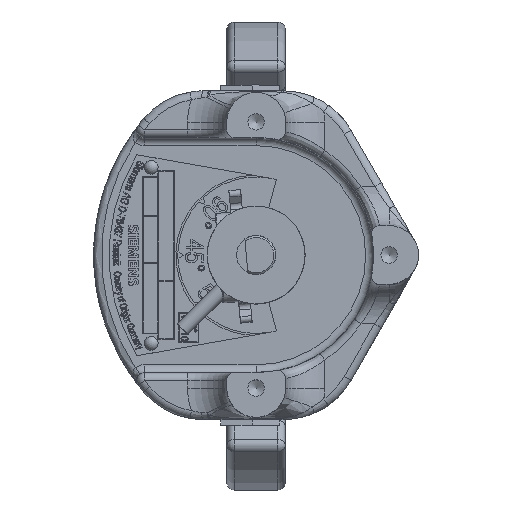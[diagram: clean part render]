
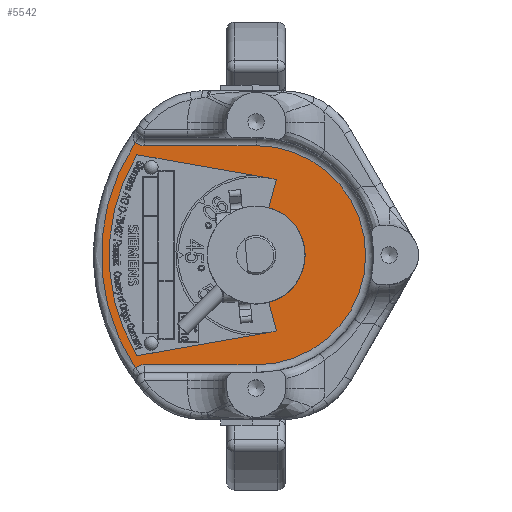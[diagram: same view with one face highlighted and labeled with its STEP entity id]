
A CAD part, top view. The second image highlights one B-rep face of the part: STEP entity #5542.
In plain terms, the highlighted planar face has unit normal (0, 0, 1).
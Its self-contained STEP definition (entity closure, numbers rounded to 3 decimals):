
#1877=LINE('',#34531,#2506);
#1878=LINE('',#34535,#2507);
#2506=VECTOR('',#26982,1.);
#2507=VECTOR('',#26985,1.);
#4550=PLANE('',#22614);
#5542=ADVANCED_FACE('',(#7292,#7293,#7294,#7295),#4550,.F.);
#7292=FACE_BOUND('',#8874,.T.);
#7293=FACE_BOUND('',#8875,.T.);
#7294=FACE_BOUND('',#8876,.T.);
#7295=FACE_BOUND('',#8877,.T.);
#8874=EDGE_LOOP('',(#12165));
#8875=EDGE_LOOP('',(#12166));
#8876=EDGE_LOOP('',(#12167,#12168,#12169,#12170,#12171,#12172));
#8877=EDGE_LOOP('',(#12173));
#12165=ORIENTED_EDGE('',*,*,#18433,.T.);
#12166=ORIENTED_EDGE('',*,*,#18434,.T.);
#12167=ORIENTED_EDGE('',*,*,#18435,.T.);
#12168=ORIENTED_EDGE('',*,*,#18436,.T.);
#12169=ORIENTED_EDGE('',*,*,#18437,.T.);
#12170=ORIENTED_EDGE('',*,*,#18438,.T.);
#12171=ORIENTED_EDGE('',*,*,#18439,.T.);
#12172=ORIENTED_EDGE('',*,*,#18440,.T.);
#12173=ORIENTED_EDGE('',*,*,#18441,.F.);
#16088=VERTEX_POINT('',#34523);
#16089=VERTEX_POINT('',#34525);
#16090=VERTEX_POINT('',#34527);
#16091=VERTEX_POINT('',#34528);
#16092=VERTEX_POINT('',#34530);
#16093=VERTEX_POINT('',#34532);
#16094=VERTEX_POINT('',#34534);
#16095=VERTEX_POINT('',#34536);
#16096=VERTEX_POINT('',#34539);
#18433=EDGE_CURVE('',#16088,#16088,#20406,.T.);
#18434=EDGE_CURVE('',#16089,#16089,#20407,.T.);
#18435=EDGE_CURVE('',#16090,#16091,#20408,.T.);
#18436=EDGE_CURVE('',#16091,#16092,#20409,.T.);
#18437=EDGE_CURVE('',#16092,#16093,#1877,.T.);
#18438=EDGE_CURVE('',#16093,#16094,#20410,.T.);
#18439=EDGE_CURVE('',#16094,#16095,#1878,.T.);
#18440=EDGE_CURVE('',#16095,#16090,#20411,.T.);
#18441=EDGE_CURVE('',#16096,#16096,#20412,.T.);
#20406=CIRCLE('',#22607,1.);
#20407=CIRCLE('',#22608,1.);
#20408=CIRCLE('',#22609,52.);
#20409=CIRCLE('',#22610,4.);
#20410=CIRCLE('',#22611,28.);
#20411=CIRCLE('',#22612,4.);
#20412=CIRCLE('',#22613,10.5);
#22607=AXIS2_PLACEMENT_3D('',#34522,#26974,#26975);
#22608=AXIS2_PLACEMENT_3D('',#34524,#26976,#26977);
#22609=AXIS2_PLACEMENT_3D('',#34526,#26978,#26979);
#22610=AXIS2_PLACEMENT_3D('',#34529,#26980,#26981);
#22611=AXIS2_PLACEMENT_3D('',#34533,#26983,#26984);
#22612=AXIS2_PLACEMENT_3D('',#34537,#26986,#26987);
#22613=AXIS2_PLACEMENT_3D('',#34538,#26988,#26989);
#22614=AXIS2_PLACEMENT_3D('',#34540,#26990,#26991);
#26974=DIRECTION('',(0.,0.,-1.));
#26975=DIRECTION('',(-1.,0.,0.));
#26976=DIRECTION('',(0.,0.,-1.));
#26977=DIRECTION('',(-1.,0.,0.));
#26978=DIRECTION('',(0.,0.,1.));
#26979=DIRECTION('',(-1.,0.,0.));
#26980=DIRECTION('',(0.,0.,-1.));
#26981=DIRECTION('',(-1.,0.,0.));
#26982=DIRECTION('',(1.,0.,0.));
#26983=DIRECTION('',(0.,0.,1.));
#26984=DIRECTION('',(-1.,0.,0.));
#26985=DIRECTION('',(-1.,0.,0.));
#26986=DIRECTION('',(0.,0.,-1.));
#26987=DIRECTION('',(-1.,0.,0.));
#26988=DIRECTION('',(0.,0.,1.));
#26989=DIRECTION('',(1.,0.,0.));
#26990=DIRECTION('',(0.,0.,-1.));
#26991=DIRECTION('',(-1.,0.,0.));
#34522=CARTESIAN_POINT('',(-26.812,22.498,111.));
#34523=CARTESIAN_POINT('',(-27.812,22.498,111.));
#34524=CARTESIAN_POINT('',(-26.812,-22.498,111.));
#34525=CARTESIAN_POINT('',(-27.812,-22.498,111.));
#34526=CARTESIAN_POINT('',(12.441,0.,111.));
#34527=CARTESIAN_POINT('',(-30.885,28.755,111.));
#34528=CARTESIAN_POINT('',(-30.885,-28.755,111.));
#34529=CARTESIAN_POINT('',(-28.547,-32.,111.));
#34530=CARTESIAN_POINT('',(-28.547,-28.,111.));
#34531=CARTESIAN_POINT('',(0.,-28.,111.));
#34532=CARTESIAN_POINT('',(0.,-28.,111.));
#34533=CARTESIAN_POINT('',(0.,0.,111.));
#34534=CARTESIAN_POINT('',(0.,28.,111.));
#34535=CARTESIAN_POINT('',(-28.547,28.,111.));
#34536=CARTESIAN_POINT('',(-28.547,28.,111.));
#34537=CARTESIAN_POINT('',(-28.547,32.,111.));
#34538=CARTESIAN_POINT('',(0.,0.,111.));
#34539=CARTESIAN_POINT('',(10.5,0.,111.));
#34540=CARTESIAN_POINT('',(0.,0.,111.));
